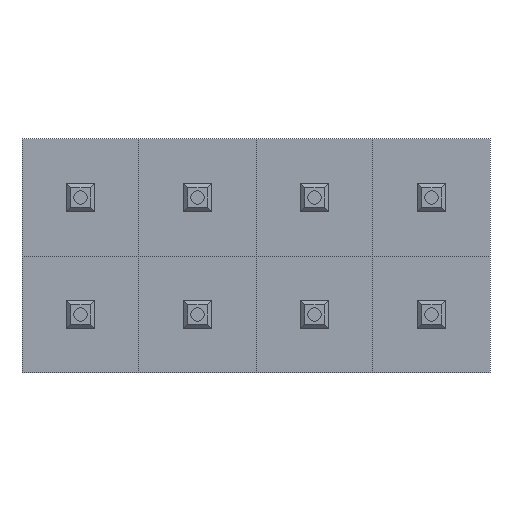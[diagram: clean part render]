
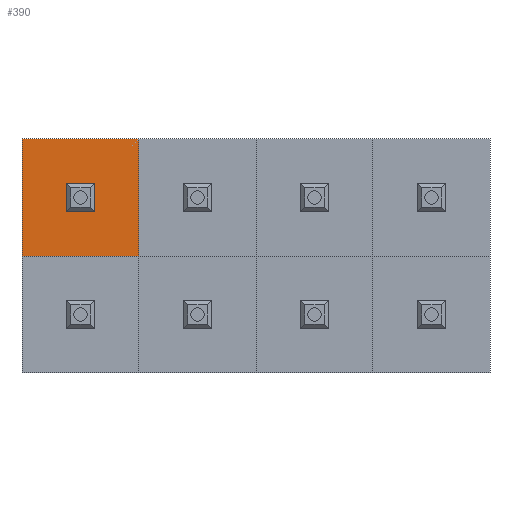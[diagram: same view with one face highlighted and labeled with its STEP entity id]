
A CAD part, front view. The second image highlights one B-rep face of the part: STEP entity #390.
In plain terms, the highlighted planar face has unit normal (0, -1, 0).
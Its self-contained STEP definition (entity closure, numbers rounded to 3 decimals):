
#390=ADVANCED_FACE('',(#606,#608),#610,.F.);
#606=FACE_BOUND('',#607,.T.);
#607=EDGE_LOOP('',(#755,#756,#757,#758));
#608=FACE_BOUND('',#609,.T.);
#609=EDGE_LOOP('',(#759,#760,#761,#762));
#610=PLANE('',#611);
#611=AXIS2_PLACEMENT_3D('',#612,#613,#614);
#612=CARTESIAN_POINT('',(0.,0.,0.));
#613=DIRECTION('',(-0.,1.,0.));
#614=DIRECTION('',(1.,0.,0.));
#755=ORIENTED_EDGE('',*,*,#845,.F.);
#756=ORIENTED_EDGE('',*,*,#846,.F.);
#757=ORIENTED_EDGE('',*,*,#847,.F.);
#758=ORIENTED_EDGE('',*,*,#848,.F.);
#759=ORIENTED_EDGE('',*,*,#844,.F.);
#760=ORIENTED_EDGE('',*,*,#842,.F.);
#761=ORIENTED_EDGE('',*,*,#840,.F.);
#762=ORIENTED_EDGE('',*,*,#838,.F.);
#838=EDGE_CURVE('',#901,#903,#904,.F.);
#840=EDGE_CURVE('',#903,#906,#907,.F.);
#842=EDGE_CURVE('',#906,#909,#910,.F.);
#844=EDGE_CURVE('',#909,#901,#912,.F.);
#845=EDGE_CURVE('',#913,#914,#915,.T.);
#846=EDGE_CURVE('',#916,#913,#917,.T.);
#847=EDGE_CURVE('',#918,#916,#919,.T.);
#848=EDGE_CURVE('',#914,#918,#920,.T.);
#901=VERTEX_POINT('',#1019);
#903=VERTEX_POINT('',#1023);
#904=LINE('',#1024,#1025);
#906=VERTEX_POINT('',#1030);
#907=LINE('',#1031,#1032);
#909=VERTEX_POINT('',#1037);
#910=LINE('',#1038,#1039);
#912=LINE('',#1044,#1045);
#913=VERTEX_POINT('',#1047);
#914=VERTEX_POINT('',#1048);
#915=LINE('',#1049,#1050);
#916=VERTEX_POINT('',#1052);
#917=LINE('',#1053,#1054);
#918=VERTEX_POINT('',#1056);
#919=LINE('',#1057,#1058);
#920=LINE('',#1060,#1061);
#1019=CARTESIAN_POINT('',(0.96,0.,-1.58));
#1023=CARTESIAN_POINT('',(1.58,0.,-1.58));
#1024=CARTESIAN_POINT('',(1.58,0.,-1.58));
#1025=VECTOR('',#1026,1.);
#1026=DIRECTION('',(-1.,0.,0.));
#1030=CARTESIAN_POINT('',(1.58,0.,-0.96));
#1031=CARTESIAN_POINT('',(1.58,0.,-0.96));
#1032=VECTOR('',#1033,1.);
#1033=DIRECTION('',(0.,0.,-1.));
#1037=CARTESIAN_POINT('',(0.96,0.,-0.96));
#1038=CARTESIAN_POINT('',(0.96,0.,-0.96));
#1039=VECTOR('',#1040,1.);
#1040=DIRECTION('',(1.,0.,0.));
#1044=CARTESIAN_POINT('',(0.96,0.,-1.58));
#1045=VECTOR('',#1046,1.);
#1046=DIRECTION('',(0.,0.,1.));
#1047=CARTESIAN_POINT('',(2.54,0.,-2.54));
#1048=CARTESIAN_POINT('',(0.,0.,-2.54));
#1049=CARTESIAN_POINT('',(2.54,0.,-2.54));
#1050=VECTOR('',#1051,1.);
#1051=DIRECTION('',(-1.,0.,0.));
#1052=CARTESIAN_POINT('',(2.54,0.,0.));
#1053=CARTESIAN_POINT('',(2.54,0.,0.));
#1054=VECTOR('',#1055,1.);
#1055=DIRECTION('',(0.,0.,-1.));
#1056=CARTESIAN_POINT('',(0.,0.,0.));
#1057=CARTESIAN_POINT('',(0.,0.,0.));
#1058=VECTOR('',#1059,1.);
#1059=DIRECTION('',(1.,0.,0.));
#1060=CARTESIAN_POINT('',(0.,0.,-2.54));
#1061=VECTOR('',#1062,1.);
#1062=DIRECTION('',(0.,0.,1.));
